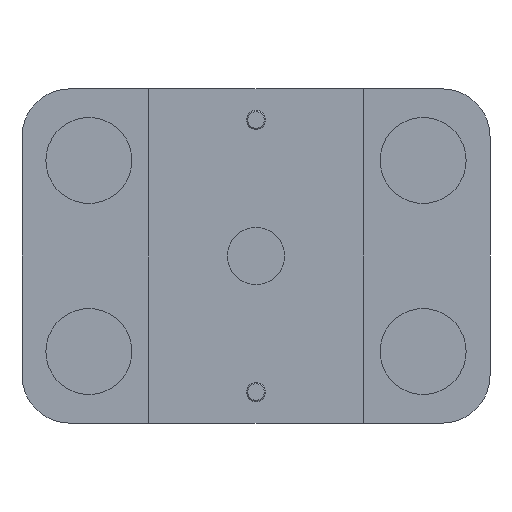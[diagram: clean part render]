
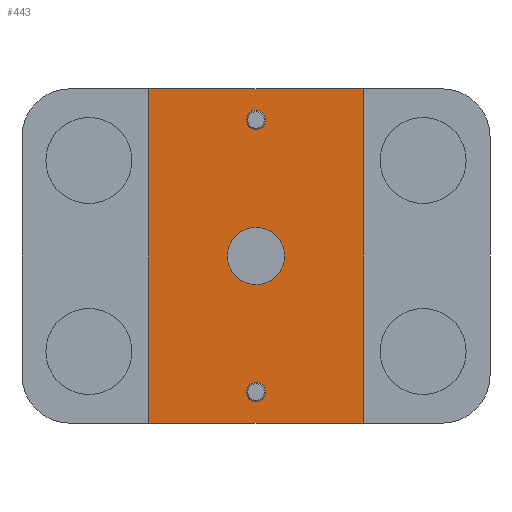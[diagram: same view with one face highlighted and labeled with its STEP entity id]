
A CAD part, front view. The second image highlights one B-rep face of the part: STEP entity #443.
In plain terms, the highlighted planar face has unit normal (0, -1, 0).
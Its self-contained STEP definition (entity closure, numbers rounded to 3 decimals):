
#443=ADVANCED_FACE('',(#1031,#1032,#1033,#1034),#1035,.T.);
#1031=FACE_BOUND('',#1900,.T.);
#1032=FACE_BOUND('',#1901,.T.);
#1033=FACE_BOUND('',#1902,.T.);
#1034=FACE_OUTER_BOUND('',#1903,.T.);
#1035=PLANE('',#1904);
#1900=EDGE_LOOP('',(#2768,#2769));
#1901=EDGE_LOOP('',(#2770,#2771));
#1902=EDGE_LOOP('',(#2772,#2773));
#1903=EDGE_LOOP('',(#2774,#2775,#2776,#2777));
#1904=AXIS2_PLACEMENT_3D('',#2778,#2779,#2780);
#2768=ORIENTED_EDGE('',*,*,#4775,.T.);
#2769=ORIENTED_EDGE('',*,*,#4759,.T.);
#2770=ORIENTED_EDGE('',*,*,#4777,.T.);
#2771=ORIENTED_EDGE('',*,*,#4754,.T.);
#2772=ORIENTED_EDGE('',*,*,#4779,.T.);
#2773=ORIENTED_EDGE('',*,*,#4749,.T.);
#2774=ORIENTED_EDGE('',*,*,#4799,.F.);
#2775=ORIENTED_EDGE('',*,*,#4800,.F.);
#2776=ORIENTED_EDGE('',*,*,#4801,.F.);
#2777=ORIENTED_EDGE('',*,*,#4795,.T.);
#2778=CARTESIAN_POINT('',(0.0,15.0,0.0));
#2779=DIRECTION('',(0.0,-1.0,0.0));
#2780=DIRECTION('',(0.0,0.0,-1.0));
#4749=EDGE_CURVE('',#5572,#5576,#5578,.T.);
#4754=EDGE_CURVE('',#5581,#5585,#5587,.T.);
#4759=EDGE_CURVE('',#5590,#5594,#5596,.T.);
#4775=EDGE_CURVE('',#5594,#5590,#5616,.T.);
#4777=EDGE_CURVE('',#5585,#5581,#5618,.T.);
#4779=EDGE_CURVE('',#5576,#5572,#5620,.T.);
#4795=EDGE_CURVE('',#5638,#5635,#5639,.T.);
#4799=EDGE_CURVE('',#5644,#5635,#5645,.T.);
#4800=EDGE_CURVE('',#5646,#5644,#5647,.T.);
#4801=EDGE_CURVE('',#5638,#5646,#5648,.T.);
#5572=VERTEX_POINT('',#6758);
#5576=VERTEX_POINT('',#6763);
#5578=CIRCLE('',#6766,6.01);
#5581=VERTEX_POINT('',#6769);
#5585=VERTEX_POINT('',#6774);
#5587=CIRCLE('',#6777,2.0);
#5590=VERTEX_POINT('',#6780);
#5594=VERTEX_POINT('',#6785);
#5596=CIRCLE('',#6788,2.0);
#5616=CIRCLE('',#6812,2.0);
#5618=CIRCLE('',#6814,2.0);
#5620=CIRCLE('',#6816,6.01);
#5635=VERTEX_POINT('',#6831);
#5638=VERTEX_POINT('',#6835);
#5639=LINE('',#6836,#6837);
#5644=VERTEX_POINT('',#6844);
#5645=LINE('',#6845,#6846);
#5646=VERTEX_POINT('',#6847);
#5647=LINE('',#6848,#6849);
#5648=LINE('',#6850,#6851);
#6758=CARTESIAN_POINT('',(6.01,15.0,0.));
#6763=CARTESIAN_POINT('',(-6.01,15.0,0.));
#6766=AXIS2_PLACEMENT_3D('',#8387,#8388,#8389);
#6769=CARTESIAN_POINT('',(2.0,15.0,-28.5));
#6774=CARTESIAN_POINT('',(-2.0,15.0,-28.5));
#6777=AXIS2_PLACEMENT_3D('',#8395,#8396,#8397);
#6780=CARTESIAN_POINT('',(2.0,15.0,28.5));
#6785=CARTESIAN_POINT('',(-2.0,15.0,28.5));
#6788=AXIS2_PLACEMENT_3D('',#8403,#8404,#8405);
#6812=AXIS2_PLACEMENT_3D('',#8428,#8429,#8430);
#6814=AXIS2_PLACEMENT_3D('',#8431,#8432,#8433);
#6816=AXIS2_PLACEMENT_3D('',#8434,#8435,#8436);
#6831=CARTESIAN_POINT('',(-22.5,15.0,-35.0));
#6835=CARTESIAN_POINT('',(-22.5,15.0,35.0));
#6836=CARTESIAN_POINT('',(-22.5,15.0,0.0));
#6837=VECTOR('',#8465,1.0);
#6844=CARTESIAN_POINT('',(22.5,15.0,-35.0));
#6845=CARTESIAN_POINT('',(0.0,15.0,-35.0));
#6846=VECTOR('',#8468,1.0);
#6847=CARTESIAN_POINT('',(22.5,15.0,35.0));
#6848=CARTESIAN_POINT('',(22.5,15.0,0.0));
#6849=VECTOR('',#8469,1.0);
#6850=CARTESIAN_POINT('',(0.0,15.0,35.0));
#6851=VECTOR('',#8470,1.0);
#8387=CARTESIAN_POINT('',(0.0,15.0,0.0));
#8388=DIRECTION('',(-0.0,1.0,0.0));
#8389=DIRECTION('',(1.0,0.0,0.0));
#8395=CARTESIAN_POINT('',(0.0,15.0,-28.5));
#8396=DIRECTION('',(-0.0,1.0,0.0));
#8397=DIRECTION('',(1.0,0.0,0.0));
#8403=CARTESIAN_POINT('',(0.0,15.0,28.5));
#8404=DIRECTION('',(-0.0,1.0,0.0));
#8405=DIRECTION('',(1.0,0.0,0.0));
#8428=CARTESIAN_POINT('',(0.0,15.0,28.5));
#8429=DIRECTION('',(-0.0,1.0,0.0));
#8430=DIRECTION('',(1.0,0.0,0.0));
#8431=CARTESIAN_POINT('',(0.0,15.0,-28.5));
#8432=DIRECTION('',(-0.0,1.0,0.0));
#8433=DIRECTION('',(1.0,0.0,0.0));
#8434=CARTESIAN_POINT('',(0.0,15.0,0.0));
#8435=DIRECTION('',(-0.0,1.0,0.0));
#8436=DIRECTION('',(1.0,0.0,0.0));
#8465=DIRECTION('',(0.0,0.0,-1.0));
#8468=DIRECTION('',(-1.0,0.0,0.0));
#8469=DIRECTION('',(0.0,0.0,-1.0));
#8470=DIRECTION('',(1.0,0.0,-0.0));
